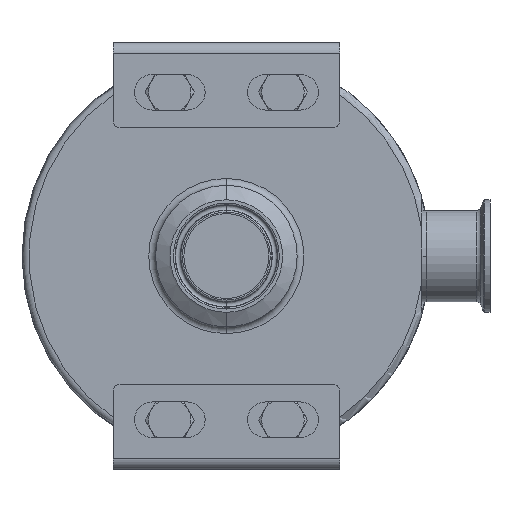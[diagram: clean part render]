
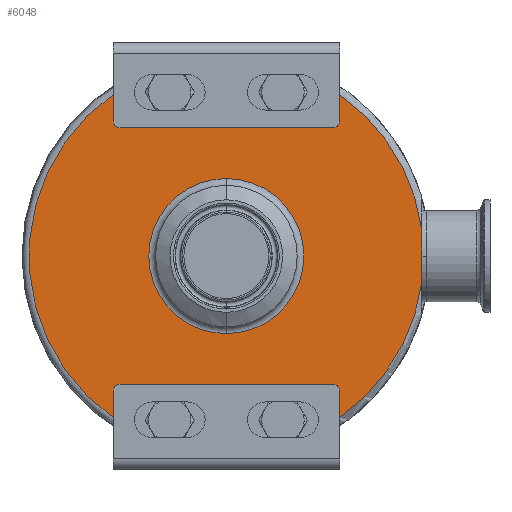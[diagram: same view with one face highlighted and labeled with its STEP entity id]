
A CAD part, front view. The second image highlights one B-rep face of the part: STEP entity #6048.
In plain terms, the highlighted planar face has unit normal (0, -1, 0).
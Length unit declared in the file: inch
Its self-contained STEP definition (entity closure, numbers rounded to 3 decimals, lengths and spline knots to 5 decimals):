
#4 = ORIENTED_EDGE ( 'NONE', *, *, #6909, .T. ) ;
#10 = AXIS2_PLACEMENT_3D ( 'NONE', #6937, #7015, #10815 ) ;
#206 = LINE ( 'NONE', #3233, #5164 ) ;
#226 = CARTESIAN_POINT ( 'NONE',  ( 2.1875, -2.22674, 2.31003 ) ) ;
#257 = AXIS2_PLACEMENT_3D ( 'NONE', #1730, #12606, #2776 ) ;
#324 = CARTESIAN_POINT ( 'NONE',  ( 3.7665, -2.22674, 0.043 ) ) ;
#556 = CARTESIAN_POINT ( 'NONE',  ( -1.5625, -2.22674, 2.31003 ) ) ;
#658 = EDGE_CURVE ( 'NONE', #11432, #4028, #10056, .T. ) ;
#757 = CARTESIAN_POINT ( 'NONE',  ( 2.3125, -2.22674, 3.62253 ) ) ;
#848 = CARTESIAN_POINT ( 'NONE',  ( 0.3125, -2.22674, 0.043 ) ) ;
#895 = DIRECTION ( 'NONE',  ( 0., -1., 0. ) ) ;
#980 = CARTESIAN_POINT ( 'NONE',  ( 3.7665, -2.22674, 0.5068 ) ) ;
#1443 = LINE ( 'NONE', #7054, #9973 ) ;
#1449 = VERTEX_POINT ( 'NONE', #5702 ) ;
#1456 = AXIS2_PLACEMENT_3D ( 'NONE', #6859, #8894, #1902 ) ;
#1484 = VERTEX_POINT ( 'NONE', #980 ) ;
#1565 = VECTOR ( 'NONE', #11518, 39.37008 ) ;
#1589 = DIRECTION ( 'NONE',  ( 0., 0., -1. ) ) ;
#1612 = CARTESIAN_POINT ( 'NONE',  ( 2.3125, -2.22674, -2.22161 ) ) ;
#1626 = CARTESIAN_POINT ( 'NONE',  ( -1.5625, -2.22674, -2.22161 ) ) ;
#1634 = AXIS2_PLACEMENT_3D ( 'NONE', #10458, #8610, #2550 ) ;
#1664 = DIRECTION ( 'NONE',  ( 0., 0., -1. ) ) ;
#1730 = CARTESIAN_POINT ( 'NONE',  ( 0.3125, -2.22674, 0.043 ) ) ;
#1740 = CARTESIAN_POINT ( 'NONE',  ( 0.3125, -2.22674, 1.413 ) ) ;
#1902 = DIRECTION ( 'NONE',  ( 0., 0., 1. ) ) ;
#1953 = LINE ( 'NONE', #757, #9246 ) ;
#2011 = DIRECTION ( 'NONE',  ( 0., 1., 0. ) ) ;
#2439 = CARTESIAN_POINT ( 'NONE',  ( -1.6875, -2.22674, 3.62253 ) ) ;
#2478 = CARTESIAN_POINT ( 'NONE',  ( 0.3125, -2.22674, 0.043 ) ) ;
#2542 = CARTESIAN_POINT ( 'NONE',  ( 0.3125, -2.22674, 0.043 ) ) ;
#2550 = DIRECTION ( 'NONE',  ( 0., 0., -1. ) ) ;
#2601 = EDGE_CURVE ( 'NONE', #8886, #8951, #6691, .T. ) ;
#2690 = AXIS2_PLACEMENT_3D ( 'NONE', #2542, #8518, #12449 ) ;
#2776 = DIRECTION ( 'NONE',  ( 0., 0., -1. ) ) ;
#3016 = DIRECTION ( 'NONE',  ( 0., 1., 0. ) ) ;
#3165 = CIRCLE ( 'NONE', #2690, 3.485 ) ;
#3177 = AXIS2_PLACEMENT_3D ( 'NONE', #2478, #11341, #1589 ) ;
#3233 = CARTESIAN_POINT ( 'NONE',  ( 2.3125, -2.22674, -3.53411 ) ) ;
#3251 = VERTEX_POINT ( 'NONE', #556 ) ;
#3421 = EDGE_LOOP ( 'NONE', ( #11599, #7123 ) ) ;
#3446 = CIRCLE ( 'NONE', #7867, 1.37 ) ;
#3525 = VERTEX_POINT ( 'NONE', #10384 ) ;
#3894 = AXIS2_PLACEMENT_3D ( 'NONE', #848, #895, #11874 ) ;
#3937 = VERTEX_POINT ( 'NONE', #5355 ) ;
#4015 = DIRECTION ( 'NONE',  ( 0., 0., -1. ) ) ;
#4028 = VERTEX_POINT ( 'NONE', #5303 ) ;
#4041 = ORIENTED_EDGE ( 'NONE', *, *, #11166, .T. ) ;
#4212 = CARTESIAN_POINT ( 'NONE',  ( -1.6875, -2.22674, -2.34661 ) ) ;
#4251 = EDGE_CURVE ( 'NONE', #3251, #9307, #12474, .T. ) ;
#4265 = ORIENTED_EDGE ( 'NONE', *, *, #7324, .F. ) ;
#4587 = CIRCLE ( 'NONE', #1634, 0.125 ) ;
#4696 = CARTESIAN_POINT ( 'NONE',  ( 0.3125, -2.22674, 0.043 ) ) ;
#4736 = CARTESIAN_POINT ( 'NONE',  ( -1.6875, -2.22674, 2.89699 ) ) ;
#4750 = EDGE_CURVE ( 'NONE', #4028, #9829, #1443, .T. ) ;
#4884 = FACE_OUTER_BOUND ( 'NONE', #8835, .T. ) ;
#5055 = DIRECTION ( 'NONE',  ( 0., 0., 1. ) ) ;
#5164 = VECTOR ( 'NONE', #9081, 39.37008 ) ;
#5211 = AXIS2_PLACEMENT_3D ( 'NONE', #5956, #3016, #4015 ) ;
#5303 = CARTESIAN_POINT ( 'NONE',  ( -1.6875, -2.22674, -2.81098 ) ) ;
#5355 = CARTESIAN_POINT ( 'NONE',  ( 2.3125, -2.22674, 2.43503 ) ) ;
#5536 = ORIENTED_EDGE ( 'NONE', *, *, #4251, .T. ) ;
#5659 = VECTOR ( 'NONE', #6491, 39.37008 ) ;
#5702 = CARTESIAN_POINT ( 'NONE',  ( 2.3125, -2.22674, -2.81098 ) ) ;
#5956 = CARTESIAN_POINT ( 'NONE',  ( 2.1875, -2.22674, -2.34661 ) ) ;
#5980 = ORIENTED_EDGE ( 'NONE', *, *, #4750, .T. ) ;
#6048 = ADVANCED_FACE ( 'NONE', ( #6904, #4884 ), #10941, .F. ) ;
#6414 = EDGE_CURVE ( 'NONE', #9829, #8951, #4587, .T. ) ;
#6430 = EDGE_CURVE ( 'NONE', #7027, #3937, #1953, .T. ) ;
#6491 = DIRECTION ( 'NONE',  ( 0., 0., -1. ) ) ;
#6645 = EDGE_CURVE ( 'NONE', #8886, #12095, #7233, .T. ) ;
#6689 = LINE ( 'NONE', #324, #11335 ) ;
#6691 = LINE ( 'NONE', #1612, #1565 ) ;
#6859 = CARTESIAN_POINT ( 'NONE',  ( -1.5625, -2.22674, 2.43503 ) ) ;
#6904 = FACE_BOUND ( 'NONE', #3421, .T. ) ;
#6909 = EDGE_CURVE ( 'NONE', #1449, #3525, #11861, .T. ) ;
#6937 = CARTESIAN_POINT ( 'NONE',  ( -3.1725, -2.22674, 0.043 ) ) ;
#7015 = DIRECTION ( 'NONE',  ( 0., 1., 0. ) ) ;
#7027 = VERTEX_POINT ( 'NONE', #9844 ) ;
#7054 = CARTESIAN_POINT ( 'NONE',  ( -1.6875, -2.22674, -3.53411 ) ) ;
#7123 = ORIENTED_EDGE ( 'NONE', *, *, #7449, .F. ) ;
#7226 = VERTEX_POINT ( 'NONE', #226 ) ;
#7233 = CIRCLE ( 'NONE', #5211, 0.125 ) ;
#7324 = EDGE_CURVE ( 'NONE', #11432, #9307, #8147, .T. ) ;
#7449 = EDGE_CURVE ( 'NONE', #9563, #7712, #12005, .T. ) ;
#7712 = VERTEX_POINT ( 'NONE', #9185 ) ;
#7832 = ORIENTED_EDGE ( 'NONE', *, *, #6430, .T. ) ;
#7867 = AXIS2_PLACEMENT_3D ( 'NONE', #4696, #10661, #11613 ) ;
#8006 = CARTESIAN_POINT ( 'NONE',  ( 2.1875, -2.22674, 2.43503 ) ) ;
#8147 = LINE ( 'NONE', #2439, #5659 ) ;
#8231 = EDGE_CURVE ( 'NONE', #3937, #7226, #11646, .T. ) ;
#8419 = EDGE_CURVE ( 'NONE', #1449, #12095, #206, .T. ) ;
#8443 = ORIENTED_EDGE ( 'NONE', *, *, #8231, .T. ) ;
#8518 = DIRECTION ( 'NONE',  ( 0., -1., 0. ) ) ;
#8610 = DIRECTION ( 'NONE',  ( 0., 1., 0. ) ) ;
#8612 = EDGE_CURVE ( 'NONE', #3251, #7226, #10291, .T. ) ;
#8636 = ORIENTED_EDGE ( 'NONE', *, *, #9476, .T. ) ;
#8827 = AXIS2_PLACEMENT_3D ( 'NONE', #8006, #2011, #8874 ) ;
#8835 = EDGE_LOOP ( 'NONE', ( #12082, #5980, #10032, #10043, #12597, #10317, #4, #4041, #8636, #7832, #8443, #10506, #5536, #4265 ) ) ;
#8874 = DIRECTION ( 'NONE',  ( 0., 0., 1. ) ) ;
#8886 = VERTEX_POINT ( 'NONE', #11098 ) ;
#8894 = DIRECTION ( 'NONE',  ( 0., 1., 0. ) ) ;
#8951 = VERTEX_POINT ( 'NONE', #1626 ) ;
#8960 = CARTESIAN_POINT ( 'NONE',  ( -1.6875, -2.22674, 2.43503 ) ) ;
#9081 = DIRECTION ( 'NONE',  ( 0., 0., 1. ) ) ;
#9185 = CARTESIAN_POINT ( 'NONE',  ( 0.3125, -2.22674, -1.327 ) ) ;
#9227 = VECTOR ( 'NONE', #12601, 39.37008 ) ;
#9246 = VECTOR ( 'NONE', #1664, 39.37008 ) ;
#9301 = DIRECTION ( 'NONE',  ( 0., 0., 1. ) ) ;
#9307 = VERTEX_POINT ( 'NONE', #8960 ) ;
#9476 = EDGE_CURVE ( 'NONE', #1484, #7027, #3165, .T. ) ;
#9563 = VERTEX_POINT ( 'NONE', #1740 ) ;
#9829 = VERTEX_POINT ( 'NONE', #4212 ) ;
#9844 = CARTESIAN_POINT ( 'NONE',  ( 2.3125, -2.22674, 2.89699 ) ) ;
#9973 = VECTOR ( 'NONE', #5055, 39.37008 ) ;
#10032 = ORIENTED_EDGE ( 'NONE', *, *, #6414, .T. ) ;
#10043 = ORIENTED_EDGE ( 'NONE', *, *, #2601, .F. ) ;
#10056 = CIRCLE ( 'NONE', #3177, 3.485 ) ;
#10291 = LINE ( 'NONE', #11685, #9227 ) ;
#10317 = ORIENTED_EDGE ( 'NONE', *, *, #8419, .F. ) ;
#10384 = CARTESIAN_POINT ( 'NONE',  ( 3.7665, -2.22674, -0.4208 ) ) ;
#10458 = CARTESIAN_POINT ( 'NONE',  ( -1.5625, -2.22674, -2.34661 ) ) ;
#10506 = ORIENTED_EDGE ( 'NONE', *, *, #8612, .F. ) ;
#10661 = DIRECTION ( 'NONE',  ( 0., -1., 0. ) ) ;
#10815 = DIRECTION ( 'NONE',  ( 0., 0., 1. ) ) ;
#10941 = PLANE ( 'NONE',  #10 ) ;
#10961 = EDGE_CURVE ( 'NONE', #7712, #9563, #3446, .T. ) ;
#11098 = CARTESIAN_POINT ( 'NONE',  ( 2.1875, -2.22674, -2.22161 ) ) ;
#11166 = EDGE_CURVE ( 'NONE', #3525, #1484, #6689, .T. ) ;
#11335 = VECTOR ( 'NONE', #9301, 39.37008 ) ;
#11341 = DIRECTION ( 'NONE',  ( 0., -1., 0. ) ) ;
#11432 = VERTEX_POINT ( 'NONE', #4736 ) ;
#11518 = DIRECTION ( 'NONE',  ( -1., 0., 0. ) ) ;
#11599 = ORIENTED_EDGE ( 'NONE', *, *, #10961, .F. ) ;
#11613 = DIRECTION ( 'NONE',  ( 0., 0., -1. ) ) ;
#11646 = CIRCLE ( 'NONE', #8827, 0.125 ) ;
#11685 = CARTESIAN_POINT ( 'NONE',  ( -1.6875, -2.22674, 2.31003 ) ) ;
#11861 = CIRCLE ( 'NONE', #3894, 3.485 ) ;
#11874 = DIRECTION ( 'NONE',  ( 0., 0., -1. ) ) ;
#11986 = CARTESIAN_POINT ( 'NONE',  ( 2.3125, -2.22674, -2.34661 ) ) ;
#12005 = CIRCLE ( 'NONE', #257, 1.37 ) ;
#12082 = ORIENTED_EDGE ( 'NONE', *, *, #658, .T. ) ;
#12095 = VERTEX_POINT ( 'NONE', #11986 ) ;
#12449 = DIRECTION ( 'NONE',  ( 0., 0., -1. ) ) ;
#12474 = CIRCLE ( 'NONE', #1456, 0.125 ) ;
#12597 = ORIENTED_EDGE ( 'NONE', *, *, #6645, .T. ) ;
#12601 = DIRECTION ( 'NONE',  ( 1., 0., 0. ) ) ;
#12606 = DIRECTION ( 'NONE',  ( 0., -1., 0. ) ) ;
